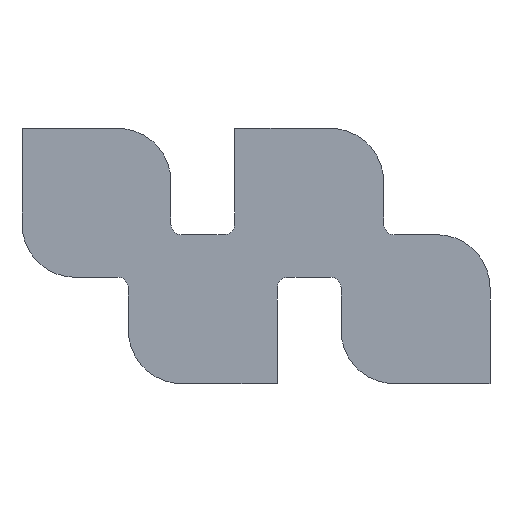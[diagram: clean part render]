
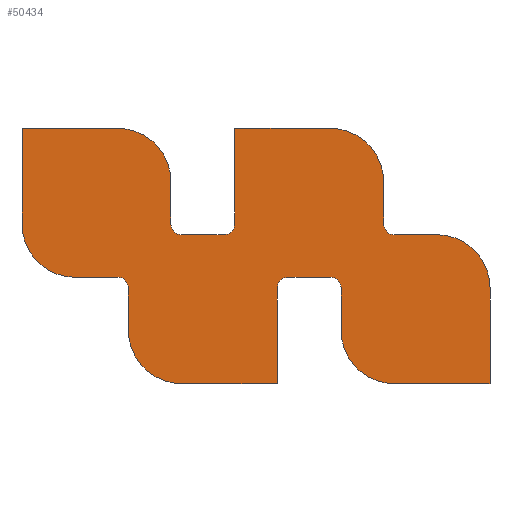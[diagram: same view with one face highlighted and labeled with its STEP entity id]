
A CAD part, front view. The second image highlights one B-rep face of the part: STEP entity #50434.
In plain terms, the highlighted planar face has unit normal (0, -1, 0).
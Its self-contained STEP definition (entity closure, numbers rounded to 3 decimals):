
#1586=CIRCLE('',#54299,5.);
#1588=CIRCLE('',#54303,25.);
#1590=CIRCLE('',#54308,25.);
#1592=CIRCLE('',#54312,5.);
#1594=CIRCLE('',#54316,5.);
#1596=CIRCLE('',#54321,25.);
#1598=CIRCLE('',#54325,5.);
#1600=CIRCLE('',#54329,25.);
#1602=CIRCLE('',#54334,25.);
#1604=CIRCLE('',#54338,5.);
#1606=CIRCLE('',#54342,5.);
#1608=CIRCLE('',#54347,25.);
#3593=FACE_OUTER_BOUND('',#6611,.T.);
#6611=EDGE_LOOP('',(#40897,#40898,#40899,#40900,#40901,#40902,#40903,#40904,
#40905,#40906,#40907,#40908,#40909,#40910,#40911,#40912,#40913,#40914,#40915,
#40916,#40917,#40918,#40919,#40920,#40921,#40922,#40923,#40924));
#11558=LINE('',#78351,#17878);
#11562=LINE('',#78363,#17882);
#11565=LINE('',#78369,#17885);
#11569=LINE('',#78381,#17889);
#11573=LINE('',#78393,#17893);
#11577=LINE('',#78405,#17897);
#11580=LINE('',#78411,#17900);
#11584=LINE('',#78423,#17904);
#11588=LINE('',#78435,#17908);
#11592=LINE('',#78447,#17912);
#11595=LINE('',#78453,#17915);
#11599=LINE('',#78465,#17919);
#11603=LINE('',#78477,#17923);
#11607=LINE('',#78489,#17927);
#11610=LINE('',#78495,#17930);
#11614=LINE('',#78505,#17934);
#17878=VECTOR('',#64268,10.);
#17882=VECTOR('',#64280,10.);
#17885=VECTOR('',#64285,10.);
#17889=VECTOR('',#64297,10.);
#17893=VECTOR('',#64309,10.);
#17897=VECTOR('',#64321,10.);
#17900=VECTOR('',#64326,10.);
#17904=VECTOR('',#64338,10.);
#17908=VECTOR('',#64350,10.);
#17912=VECTOR('',#64362,10.);
#17915=VECTOR('',#64367,10.);
#17919=VECTOR('',#64379,10.);
#17923=VECTOR('',#64391,10.);
#17927=VECTOR('',#64403,10.);
#17930=VECTOR('',#64408,10.);
#17934=VECTOR('',#64420,10.);
#23275=VERTEX_POINT('',#78342);
#23276=VERTEX_POINT('',#78344);
#23278=VERTEX_POINT('',#78350);
#23280=VERTEX_POINT('',#78356);
#23282=VERTEX_POINT('',#78362);
#23284=VERTEX_POINT('',#78368);
#23286=VERTEX_POINT('',#78374);
#23288=VERTEX_POINT('',#78380);
#23290=VERTEX_POINT('',#78386);
#23292=VERTEX_POINT('',#78392);
#23294=VERTEX_POINT('',#78398);
#23296=VERTEX_POINT('',#78404);
#23298=VERTEX_POINT('',#78410);
#23300=VERTEX_POINT('',#78416);
#23302=VERTEX_POINT('',#78422);
#23304=VERTEX_POINT('',#78428);
#23306=VERTEX_POINT('',#78434);
#23308=VERTEX_POINT('',#78440);
#23310=VERTEX_POINT('',#78446);
#23312=VERTEX_POINT('',#78452);
#23314=VERTEX_POINT('',#78458);
#23316=VERTEX_POINT('',#78464);
#23318=VERTEX_POINT('',#78470);
#23320=VERTEX_POINT('',#78476);
#23322=VERTEX_POINT('',#78482);
#23324=VERTEX_POINT('',#78488);
#23326=VERTEX_POINT('',#78494);
#23328=VERTEX_POINT('',#78500);
#29393=EDGE_CURVE('',#23276,#23275,#1586,.T.);
#29396=EDGE_CURVE('',#23278,#23276,#11558,.T.);
#29399=EDGE_CURVE('',#23280,#23278,#1588,.T.);
#29402=EDGE_CURVE('',#23282,#23280,#11562,.T.);
#29405=EDGE_CURVE('',#23284,#23282,#11565,.T.);
#29408=EDGE_CURVE('',#23286,#23284,#1590,.T.);
#29411=EDGE_CURVE('',#23288,#23286,#11569,.T.);
#29414=EDGE_CURVE('',#23290,#23288,#1592,.T.);
#29417=EDGE_CURVE('',#23292,#23290,#11573,.T.);
#29420=EDGE_CURVE('',#23294,#23292,#1594,.T.);
#29423=EDGE_CURVE('',#23296,#23294,#11577,.T.);
#29426=EDGE_CURVE('',#23298,#23296,#11580,.T.);
#29429=EDGE_CURVE('',#23300,#23298,#1596,.T.);
#29432=EDGE_CURVE('',#23302,#23300,#11584,.T.);
#29435=EDGE_CURVE('',#23304,#23302,#1598,.T.);
#29438=EDGE_CURVE('',#23306,#23304,#11588,.T.);
#29441=EDGE_CURVE('',#23308,#23306,#1600,.T.);
#29444=EDGE_CURVE('',#23310,#23308,#11592,.T.);
#29447=EDGE_CURVE('',#23312,#23310,#11595,.T.);
#29450=EDGE_CURVE('',#23314,#23312,#1602,.T.);
#29453=EDGE_CURVE('',#23316,#23314,#11599,.T.);
#29456=EDGE_CURVE('',#23318,#23316,#1604,.T.);
#29459=EDGE_CURVE('',#23320,#23318,#11603,.T.);
#29462=EDGE_CURVE('',#23322,#23320,#1606,.T.);
#29465=EDGE_CURVE('',#23324,#23322,#11607,.T.);
#29468=EDGE_CURVE('',#23326,#23324,#11610,.T.);
#29471=EDGE_CURVE('',#23328,#23326,#1608,.T.);
#29474=EDGE_CURVE('',#23275,#23328,#11614,.T.);
#40897=ORIENTED_EDGE('',*,*,#29474,.T.);
#40898=ORIENTED_EDGE('',*,*,#29471,.T.);
#40899=ORIENTED_EDGE('',*,*,#29468,.T.);
#40900=ORIENTED_EDGE('',*,*,#29465,.T.);
#40901=ORIENTED_EDGE('',*,*,#29462,.T.);
#40902=ORIENTED_EDGE('',*,*,#29459,.T.);
#40903=ORIENTED_EDGE('',*,*,#29456,.T.);
#40904=ORIENTED_EDGE('',*,*,#29453,.T.);
#40905=ORIENTED_EDGE('',*,*,#29450,.T.);
#40906=ORIENTED_EDGE('',*,*,#29447,.T.);
#40907=ORIENTED_EDGE('',*,*,#29444,.T.);
#40908=ORIENTED_EDGE('',*,*,#29441,.T.);
#40909=ORIENTED_EDGE('',*,*,#29438,.T.);
#40910=ORIENTED_EDGE('',*,*,#29435,.T.);
#40911=ORIENTED_EDGE('',*,*,#29432,.T.);
#40912=ORIENTED_EDGE('',*,*,#29429,.T.);
#40913=ORIENTED_EDGE('',*,*,#29426,.T.);
#40914=ORIENTED_EDGE('',*,*,#29423,.T.);
#40915=ORIENTED_EDGE('',*,*,#29420,.T.);
#40916=ORIENTED_EDGE('',*,*,#29417,.T.);
#40917=ORIENTED_EDGE('',*,*,#29414,.T.);
#40918=ORIENTED_EDGE('',*,*,#29411,.T.);
#40919=ORIENTED_EDGE('',*,*,#29408,.T.);
#40920=ORIENTED_EDGE('',*,*,#29405,.T.);
#40921=ORIENTED_EDGE('',*,*,#29402,.T.);
#40922=ORIENTED_EDGE('',*,*,#29399,.T.);
#40923=ORIENTED_EDGE('',*,*,#29396,.T.);
#40924=ORIENTED_EDGE('',*,*,#29393,.T.);
#47476=PLANE('',#54349);
#50434=ADVANCED_FACE('',(#3593),#47476,.T.);
#54299=AXIS2_PLACEMENT_3D('',#78345,#64262,#64263);
#54303=AXIS2_PLACEMENT_3D('',#78357,#64274,#64275);
#54308=AXIS2_PLACEMENT_3D('',#78375,#64291,#64292);
#54312=AXIS2_PLACEMENT_3D('',#78387,#64303,#64304);
#54316=AXIS2_PLACEMENT_3D('',#78399,#64315,#64316);
#54321=AXIS2_PLACEMENT_3D('',#78417,#64332,#64333);
#54325=AXIS2_PLACEMENT_3D('',#78429,#64344,#64345);
#54329=AXIS2_PLACEMENT_3D('',#78441,#64356,#64357);
#54334=AXIS2_PLACEMENT_3D('',#78459,#64373,#64374);
#54338=AXIS2_PLACEMENT_3D('',#78471,#64385,#64386);
#54342=AXIS2_PLACEMENT_3D('',#78483,#64397,#64398);
#54347=AXIS2_PLACEMENT_3D('',#78501,#64414,#64415);
#54349=AXIS2_PLACEMENT_3D('',#78506,#64421,#64422);
#64262=DIRECTION('center_axis',(0.,1.,0.));
#64263=DIRECTION('ref_axis',(1.,0.,0.));
#64268=DIRECTION('',(1.,0.,0.));
#64274=DIRECTION('center_axis',(0.,-1.,0.));
#64275=DIRECTION('ref_axis',(-1.,0.,0.));
#64280=DIRECTION('',(0.,0.,-1.));
#64285=DIRECTION('',(-1.,0.,0.));
#64291=DIRECTION('center_axis',(0.,-1.,0.));
#64292=DIRECTION('ref_axis',(1.,0.,0.));
#64297=DIRECTION('',(0.,0.,1.));
#64303=DIRECTION('center_axis',(0.,1.,0.));
#64304=DIRECTION('ref_axis',(-1.,0.,0.));
#64309=DIRECTION('',(-1.,0.,0.));
#64315=DIRECTION('center_axis',(0.,1.,0.));
#64316=DIRECTION('ref_axis',(0.,0.,-1.));
#64321=DIRECTION('',(0.,0.,-1.));
#64326=DIRECTION('',(-1.,0.,0.));
#64332=DIRECTION('center_axis',(0.,-1.,0.));
#64333=DIRECTION('ref_axis',(1.,0.,0.));
#64338=DIRECTION('',(0.,0.,1.));
#64344=DIRECTION('center_axis',(0.,1.,0.));
#64345=DIRECTION('ref_axis',(-1.,0.,0.));
#64350=DIRECTION('',(-1.,0.,0.));
#64356=DIRECTION('center_axis',(0.,-1.,0.));
#64357=DIRECTION('ref_axis',(1.,0.,0.));
#64362=DIRECTION('',(0.,0.,1.));
#64367=DIRECTION('',(1.,0.,0.));
#64373=DIRECTION('center_axis',(0.,-1.,0.));
#64374=DIRECTION('ref_axis',(-1.,0.,0.));
#64379=DIRECTION('',(0.,0.,-1.));
#64385=DIRECTION('center_axis',(0.,1.,0.));
#64386=DIRECTION('ref_axis',(1.,0.,0.));
#64391=DIRECTION('',(1.,0.,0.));
#64397=DIRECTION('center_axis',(0.,1.,0.));
#64398=DIRECTION('ref_axis',(0.,0.,1.));
#64403=DIRECTION('',(0.,0.,1.));
#64408=DIRECTION('',(1.,0.,0.));
#64414=DIRECTION('center_axis',(0.,-1.,0.));
#64415=DIRECTION('ref_axis',(-1.,0.,0.));
#64420=DIRECTION('',(0.,0.,-1.));
#64421=DIRECTION('center_axis',(0.,-1.,0.));
#64422=DIRECTION('ref_axis',(1.,0.,0.));
#78342=CARTESIAN_POINT('',(-15.,-252.5,-10.));
#78344=CARTESIAN_POINT('',(-20.,-252.5,-5.));
#78345=CARTESIAN_POINT('Origin',(-20.,-252.5,-10.));
#78350=CARTESIAN_POINT('',(-40.,-252.5,-5.));
#78351=CARTESIAN_POINT('',(-20.,-252.5,-5.));
#78356=CARTESIAN_POINT('',(-65.,-252.5,20.));
#78357=CARTESIAN_POINT('Origin',(-40.,-252.5,20.));
#78362=CARTESIAN_POINT('',(-65.,-252.5,65.));
#78363=CARTESIAN_POINT('',(-65.,-252.5,20.));
#78368=CARTESIAN_POINT('',(-20.,-252.5,65.));
#78369=CARTESIAN_POINT('',(-65.,-252.5,65.));
#78374=CARTESIAN_POINT('',(5.,-252.5,40.));
#78375=CARTESIAN_POINT('Origin',(-20.,-252.5,40.));
#78380=CARTESIAN_POINT('',(5.,-252.5,20.));
#78381=CARTESIAN_POINT('',(5.,-252.5,40.));
#78386=CARTESIAN_POINT('',(10.,-252.5,15.));
#78387=CARTESIAN_POINT('Origin',(10.,-252.5,20.));
#78392=CARTESIAN_POINT('',(30.,-252.5,15.));
#78393=CARTESIAN_POINT('',(30.,-252.5,15.));
#78398=CARTESIAN_POINT('',(35.,-252.5,20.));
#78399=CARTESIAN_POINT('Origin',(30.,-252.5,20.));
#78404=CARTESIAN_POINT('',(35.,-252.5,65.));
#78405=CARTESIAN_POINT('',(35.,-252.5,20.));
#78410=CARTESIAN_POINT('',(80.,-252.5,65.));
#78411=CARTESIAN_POINT('',(35.,-252.5,65.));
#78416=CARTESIAN_POINT('',(105.,-252.5,40.));
#78417=CARTESIAN_POINT('Origin',(80.,-252.5,40.));
#78422=CARTESIAN_POINT('',(105.,-252.5,20.));
#78423=CARTESIAN_POINT('',(105.,-252.5,40.));
#78428=CARTESIAN_POINT('',(110.,-252.5,15.));
#78429=CARTESIAN_POINT('Origin',(110.,-252.5,20.));
#78434=CARTESIAN_POINT('',(130.,-252.5,15.));
#78435=CARTESIAN_POINT('',(110.,-252.5,15.));
#78440=CARTESIAN_POINT('',(155.,-252.5,-10.));
#78441=CARTESIAN_POINT('Origin',(130.,-252.5,-10.));
#78446=CARTESIAN_POINT('',(155.,-252.5,-55.));
#78447=CARTESIAN_POINT('',(155.,-252.5,-10.));
#78452=CARTESIAN_POINT('',(110.,-252.5,-55.));
#78453=CARTESIAN_POINT('',(155.,-252.5,-55.));
#78458=CARTESIAN_POINT('',(85.,-252.5,-30.));
#78459=CARTESIAN_POINT('Origin',(110.,-252.5,-30.));
#78464=CARTESIAN_POINT('',(85.,-252.5,-10.));
#78465=CARTESIAN_POINT('',(85.,-252.5,-30.));
#78470=CARTESIAN_POINT('',(80.,-252.5,-5.));
#78471=CARTESIAN_POINT('Origin',(80.,-252.5,-10.));
#78476=CARTESIAN_POINT('',(60.,-252.5,-5.));
#78477=CARTESIAN_POINT('',(80.,-252.5,-5.));
#78482=CARTESIAN_POINT('',(55.,-252.5,-10.));
#78483=CARTESIAN_POINT('Origin',(60.,-252.5,-10.));
#78488=CARTESIAN_POINT('',(55.,-252.5,-55.));
#78489=CARTESIAN_POINT('',(55.,-252.5,-55.));
#78494=CARTESIAN_POINT('',(10.,-252.5,-55.));
#78495=CARTESIAN_POINT('',(10.,-252.5,-55.));
#78500=CARTESIAN_POINT('',(-15.,-252.5,-30.));
#78501=CARTESIAN_POINT('Origin',(10.,-252.5,-30.));
#78505=CARTESIAN_POINT('',(-15.,-252.5,-10.));
#78506=CARTESIAN_POINT('Origin',(45.,-252.5,5.));
